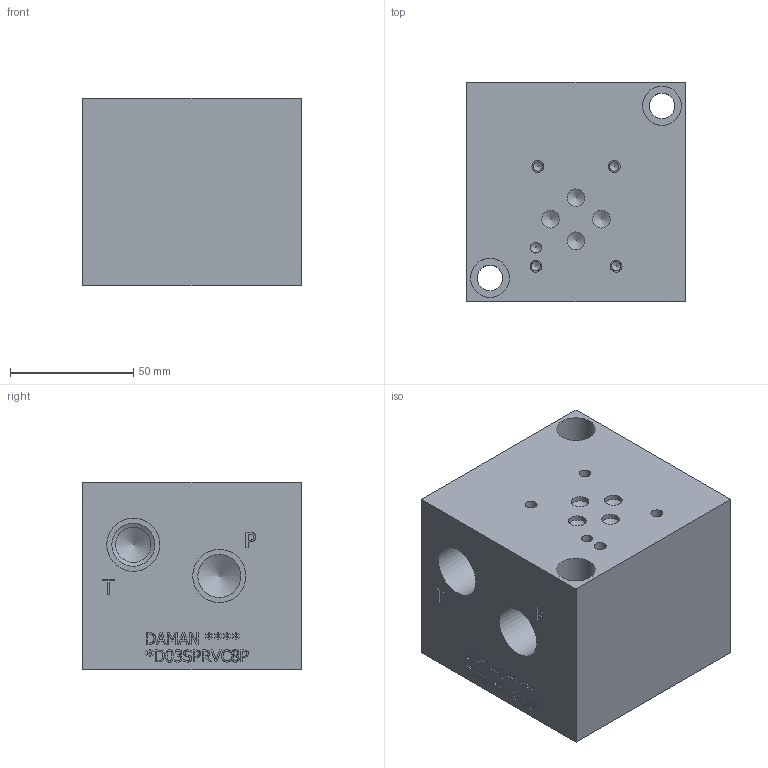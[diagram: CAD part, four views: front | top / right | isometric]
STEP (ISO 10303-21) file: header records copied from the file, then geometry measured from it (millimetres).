
FILE_DESCRIPTION(/* description */ (''),/* implementation_level */ '2;1');
FILE_NAME(/* name */ '_D03SPRVC8P.stp',/* time_stamp */ '2020-03-12T13:27:57-04:00',/* author */ ('devonn'),/* organization */ (''),/* preprocessor_version */ 'ST-DEVELOPER v17',/* originating_system */ 'Autodesk Inventor 2019',/* authorisation */ '');
FILE_SCHEMA (('AUTOMOTIVE_DESIGN { 1 0 10303 214 3 1 1 }'));
Length unit declared in the file: millimetre
Products named in the file (1): Part_AD03SPRVC8P.C11865R2_3D
Bounding box: 88.9 x 88.9 x 76.2 mm (x, y, z)
Volume: 520999.4 mm3; surface area: 61685 mm2
Topology: 1 solids, 1 shells, 525 faces, 1435 edges, 967 vertices
Faces by surface type: plane 313, bspline 151, cylinder 38, cone 23
Full cylindrical faces by diameter (mm): 3.785 x4, 4.369 x1, 4.826 x4, 7.137 x4, 7.95 x2, 10.312 x2, 14.29 x1, 14.3 x1, 15.875 x2, 15.9 x1, 17.475 x6, 20.62 x1, 21.59 x6, 22.23 x1, 22.54 x1, 30.16 x1
Entity records: 17737 total; most frequent: CARTESIAN_POINT 4875, ORIENTED_EDGE 2838, DIRECTION 2004, EDGE_CURVE 1419, LINE 980, VECTOR 980, VERTEX_POINT 967, EDGE_LOOP 600
